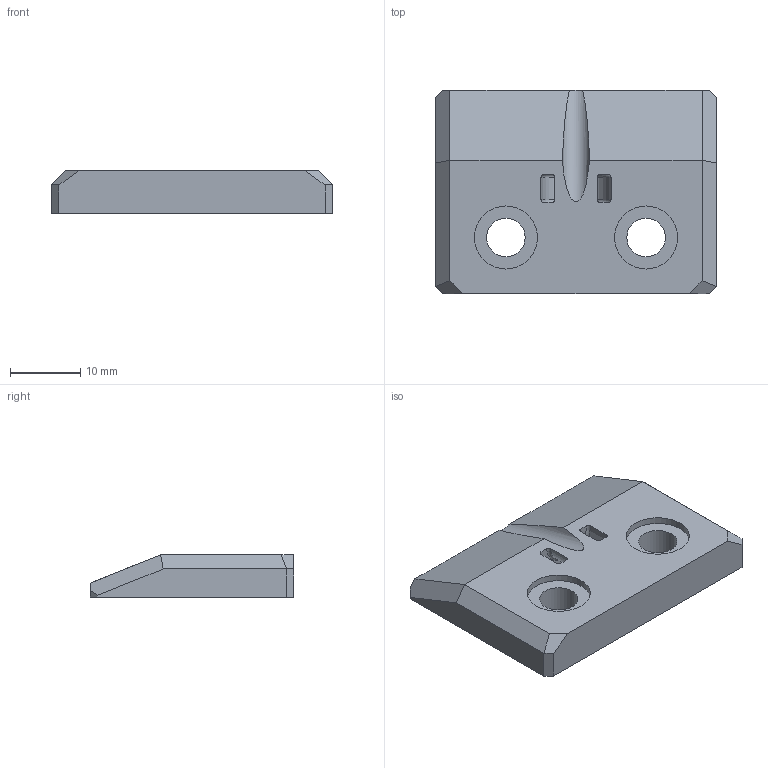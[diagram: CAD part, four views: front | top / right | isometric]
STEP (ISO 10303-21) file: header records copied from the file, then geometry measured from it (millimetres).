
FILE_DESCRIPTION(/* description */ (''),/* implementation_level */ '2;1');
FILE_NAME(/* name */ 'Z Top Cable Tie Anchor v4.step',/* time_stamp */ '2024-02-10T14:04:14-05:00',/* author */ (''),/* organization */ (''),/* preprocessor_version */ 'ST-DEVELOPER v20',/* originating_system */ 'Autodesk Translation Framework v12.20.1.177',/* authorisation */ '');
FILE_SCHEMA (('AUTOMOTIVE_DESIGN { 1 0 10303 214 3 1 1 }'));
Length unit declared in the file: millimetre
Products named in the file (1): Z Top Cable Tie Anchor
Bounding box: 40 x 29 x 6 mm (x, y, z)
Volume: 5535.5 mm3; surface area: 3157.4 mm2
Topology: 1 solids, 1 shells, 33 faces, 83 edges, 54 vertices
Faces by surface type: plane 22, cylinder 7, torus 4
Full cylindrical faces by diameter (mm): 5.5 x2, 9 x2
Entity records: 1045 total; most frequent: DIRECTION 179, CARTESIAN_POINT 171, ORIENTED_EDGE 166, EDGE_CURVE 83, AXIS2_PLACEMENT_3D 62, LINE 55, VECTOR 55, VERTEX_POINT 54
